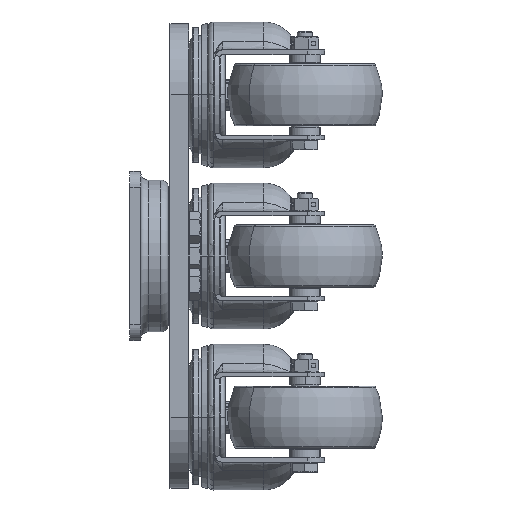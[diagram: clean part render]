
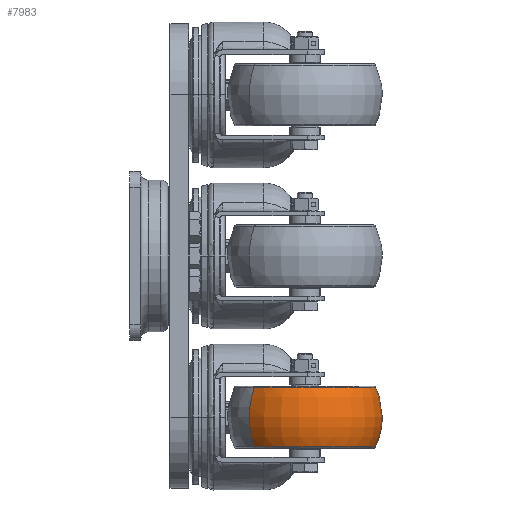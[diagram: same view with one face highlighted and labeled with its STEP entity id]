
A CAD part, left-side view. The second image highlights one B-rep face of the part: STEP entity #7983.
In plain terms, the highlighted toroidal (fillet/blend) face has major radius 5.52 mm and minor radius 44.48 mm.
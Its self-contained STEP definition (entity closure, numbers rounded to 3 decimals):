
#1838 = VERTEX_POINT ( 'NONE', #44585 ) ;
#2154 = AXIS2_PLACEMENT_3D ( 'NONE', #58767, #12862, #42924 ) ;
#2564 = DIRECTION ( 'NONE',  ( 0., 0., 1. ) ) ;
#3783 = VERTEX_POINT ( 'NONE', #8065 ) ;
#7983 = ADVANCED_FACE ( 'NONE', ( #35150 ), #52097, .T. ) ;
#8065 = CARTESIAN_POINT ( 'NONE',  ( 32.905, -119.676, -84.777 ) ) ;
#11542 = DIRECTION ( 'NONE',  ( -0.699, 0.716, 0. ) ) ;
#12862 = DIRECTION ( 'NONE',  ( -0.716, -0.699, 0. ) ) ;
#14146 = CARTESIAN_POINT ( 'NONE',  ( 32.905, -119.676, -123.069 ) ) ;
#18980 = ORIENTED_EDGE ( 'NONE', *, *, #46188, .T. ) ;
#19707 = AXIS2_PLACEMENT_3D ( 'NONE', #37581, #52935, #37806 ) ;
#19769 = CIRCLE ( 'NONE', #19707, 45.669 ) ;
#23361 = EDGE_LOOP ( 'NONE', ( #58427, #18980, #42543, #30119 ) ) ;
#24768 = EDGE_CURVE ( 'NONE', #1838, #32856, #63876, .T. ) ;
#25980 = CARTESIAN_POINT ( 'NONE',  ( 1., -87., -103.923 ) ) ;
#30113 = CIRCLE ( 'NONE', #30493, 44.48 ) ;
#30119 = ORIENTED_EDGE ( 'NONE', *, *, #52200, .T. ) ;
#30493 = AXIS2_PLACEMENT_3D ( 'NONE', #47920, #42957, #48148 ) ;
#31371 = CIRCLE ( 'NONE', #60460, 45.669 ) ;
#32856 = VERTEX_POINT ( 'NONE', #60388 ) ;
#35150 = FACE_OUTER_BOUND ( 'NONE', #23361, .T. ) ;
#37297 = EDGE_CURVE ( 'NONE', #3783, #43675, #30113, .T. ) ;
#37411 = AXIS2_PLACEMENT_3D ( 'NONE', #25980, #58131, #11542 ) ;
#37581 = CARTESIAN_POINT ( 'NONE',  ( 1., -87., -84.777 ) ) ;
#37806 = DIRECTION ( 'NONE',  ( -0.699, 0.716, 0. ) ) ;
#42543 = ORIENTED_EDGE ( 'NONE', *, *, #24768, .T. ) ;
#42924 = DIRECTION ( 'NONE',  ( 0.699, -0.716, 0. ) ) ;
#42957 = DIRECTION ( 'NONE',  ( 0.716, 0.699, 0. ) ) ;
#43675 = VERTEX_POINT ( 'NONE', #14146 ) ;
#44136 = DIRECTION ( 'NONE',  ( 0.699, -0.716, 0. ) ) ;
#44585 = CARTESIAN_POINT ( 'NONE',  ( -30.905, -54.324, -84.777 ) ) ;
#46188 = EDGE_CURVE ( 'NONE', #3783, #1838, #19769, .T. ) ;
#47920 = CARTESIAN_POINT ( 'NONE',  ( 4.856, -90.949, -103.923 ) ) ;
#48148 = DIRECTION ( 'NONE',  ( -0.699, 0.716, 0. ) ) ;
#52097 = TOROIDAL_SURFACE ( 'NONE', #37411, 5.52, 44.48 ) ;
#52200 = EDGE_CURVE ( 'NONE', #32856, #43675, #31371, .T. ) ;
#52935 = DIRECTION ( 'NONE',  ( 0., 0., -1. ) ) ;
#58131 = DIRECTION ( 'NONE',  ( 0., 0., -1. ) ) ;
#58427 = ORIENTED_EDGE ( 'NONE', *, *, #37297, .F. ) ;
#58767 = CARTESIAN_POINT ( 'NONE',  ( -2.856, -83.051, -103.923 ) ) ;
#60388 = CARTESIAN_POINT ( 'NONE',  ( -30.905, -54.324, -123.069 ) ) ;
#60460 = AXIS2_PLACEMENT_3D ( 'NONE', #64081, #2564, #44136 ) ;
#63876 = CIRCLE ( 'NONE', #2154, 44.48 ) ;
#64081 = CARTESIAN_POINT ( 'NONE',  ( 1., -87., -123.069 ) ) ;
